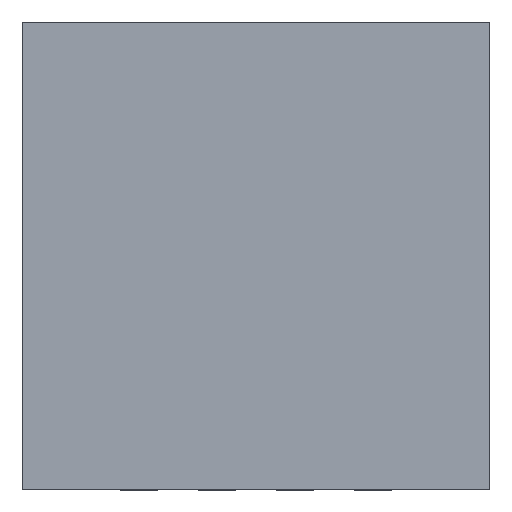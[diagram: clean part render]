
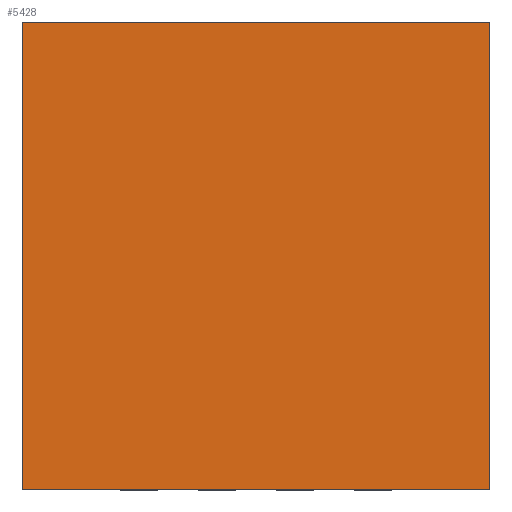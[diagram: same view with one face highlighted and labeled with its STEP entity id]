
A CAD part, top view. The second image highlights one B-rep face of the part: STEP entity #5428.
In plain terms, the highlighted face is planar.
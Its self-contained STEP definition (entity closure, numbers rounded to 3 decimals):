
#396=FACE_OUTER_BOUND('',#704,.T.);
#704=EDGE_LOOP('',(#4664,#4665,#4666,#4667));
#1303=LINE('',#8518,#1937);
#1314=LINE('',#8541,#1948);
#1365=LINE('',#8659,#1999);
#1425=LINE('',#8790,#2059);
#1937=VECTOR('',#6926,3.);
#1948=VECTOR('',#6941,3.);
#1999=VECTOR('',#7058,3.);
#2059=VECTOR('',#7184,3.);
#2534=VERTEX_POINT('',#8515);
#2535=VERTEX_POINT('',#8517);
#2545=VERTEX_POINT('',#8540);
#2579=VERTEX_POINT('',#8658);
#3177=EDGE_CURVE('',#2535,#2534,#1303,.T.);
#3188=EDGE_CURVE('',#2545,#2535,#1314,.T.);
#3247=EDGE_CURVE('',#2579,#2545,#1365,.T.);
#3315=EDGE_CURVE('',#2534,#2579,#1425,.T.);
#4664=ORIENTED_EDGE('',*,*,#3177,.T.);
#4665=ORIENTED_EDGE('',*,*,#3315,.T.);
#4666=ORIENTED_EDGE('',*,*,#3247,.T.);
#4667=ORIENTED_EDGE('',*,*,#3188,.T.);
#5141=PLANE('',#5891);
#5428=ADVANCED_FACE('',(#396),#5141,.T.);
#5891=AXIS2_PLACEMENT_3D('',#8826,#7216,#7217);
#6926=DIRECTION('',(0.,0.,1.));
#6941=DIRECTION('',(-1.,0.,0.));
#7058=DIRECTION('',(0.,0.,-1.));
#7184=DIRECTION('',(1.,0.,0.));
#7216=DIRECTION('center_axis',(0.,1.,0.));
#7217=DIRECTION('ref_axis',(1.,0.,0.));
#8515=CARTESIAN_POINT('',(-1.5,0.775,1.5));
#8517=CARTESIAN_POINT('',(-1.5,0.775,-1.5));
#8518=CARTESIAN_POINT('',(-1.5,0.775,-1.5));
#8540=CARTESIAN_POINT('',(1.5,0.775,-1.5));
#8541=CARTESIAN_POINT('',(1.5,0.775,-1.5));
#8658=CARTESIAN_POINT('',(1.5,0.775,1.5));
#8659=CARTESIAN_POINT('',(1.5,0.775,1.5));
#8790=CARTESIAN_POINT('',(-1.5,0.775,1.5));
#8826=CARTESIAN_POINT('Origin',(0.,0.775,0.));
